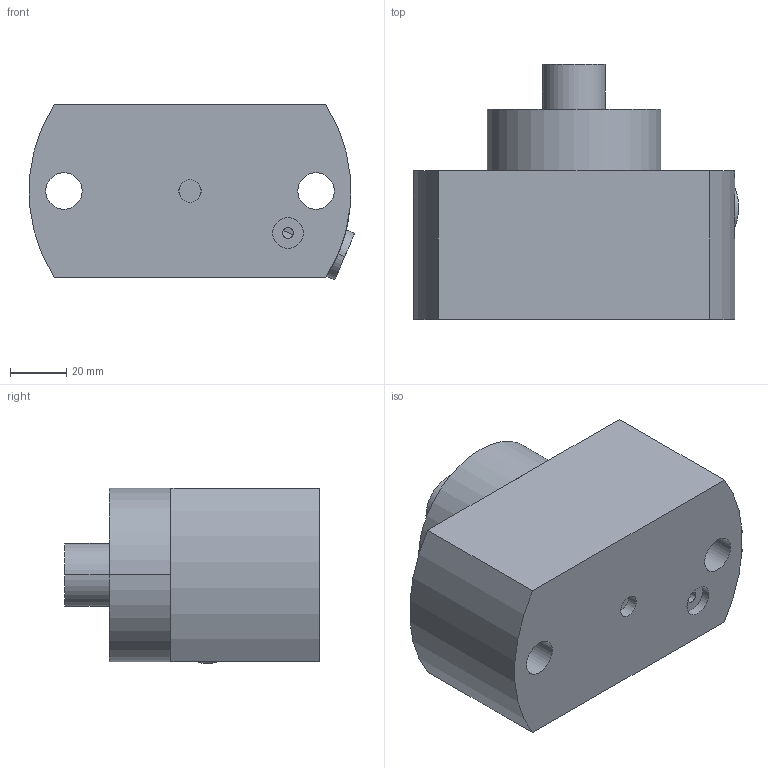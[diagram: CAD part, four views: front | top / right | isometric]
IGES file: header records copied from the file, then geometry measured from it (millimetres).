
Start section:  PTC IGES file: ilcm41571123.igs
Global section: file name: ilcm41571123.igs; native system: Creo Parametric by PTC Inc.; preprocessor: 2021164; author: rkuestersteffen; organization: Unknown; date: 20230405.154246; units: millimetre
Bounding box: 116.06 x 91 x 62.73 mm (x, y, z)
Surface area: 41807.5 mm2 (no closed solid volume)
Topology: 0 solids, 0 shells, 50 faces, 238 edges, 238 vertices
Faces by surface type: revolution 29, bspline 21
